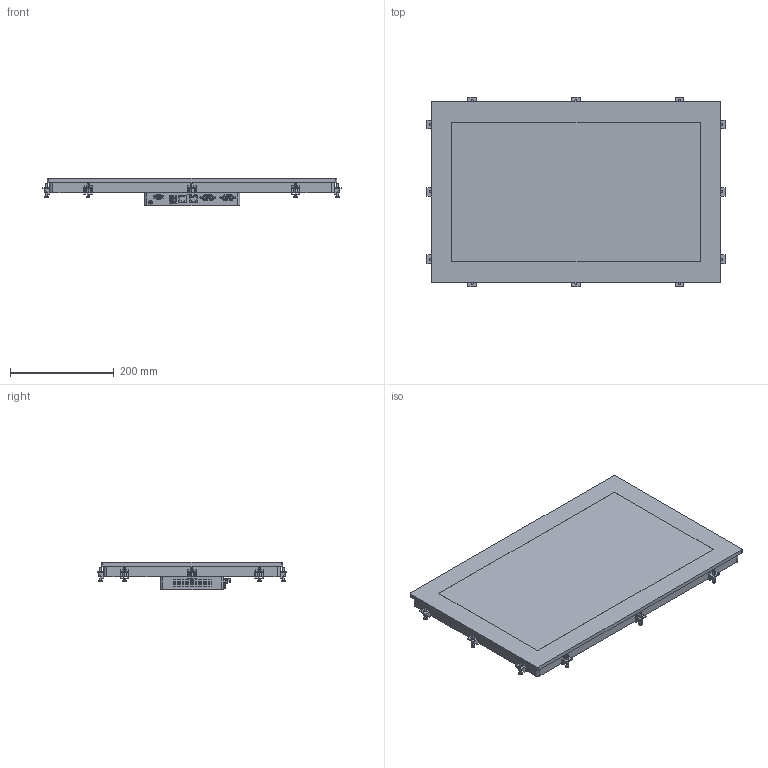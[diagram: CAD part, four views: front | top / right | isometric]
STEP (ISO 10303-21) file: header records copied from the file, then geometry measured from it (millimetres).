
FILE_DESCRIPTION(('CATIA V5 STEP Exchange','CAx-IF Rec.Pracs.--- Model Styling and Organization---1.4--- 2014-01-23'),'2;1');
FILE_NAME ('D1603940_0', '2024-03-07T06:51:45+00:00', ('none'), ('Weidmueller'), 'CATIA Version 5-6 Release 2016 SP3 HF44', 'CATIA V5 STEP AP214', 'none');
FILE_SCHEMA(('AUTOMOTIVE_DESIGN { 1 0 10303 214 1 1 1 1 }'));
Length unit declared in the file: millimetre
Products named in the file (1): S3D_UV66_ADV_21_CAP_W_V2
Bounding box: 574.53 x 365.93 x 52.55 mm (x, y, z)
Volume: 5760747.1 mm3; surface area: 481329.5 mm2
Topology: 1 solids, 1 shells, 1759 faces, 4500 edges, 2936 vertices
Faces by surface type: plane 1405, cylinder 312, extrusion 40, torus 2
Entity records: 49669 total; most frequent: CARTESIAN_POINT 9684, ORIENTED_EDGE 9000, DIRECTION 5731, EDGE_CURVE 4500, VECTOR 3360, LINE 3320, VERTEX_POINT 2936, EDGE_LOOP 1970
